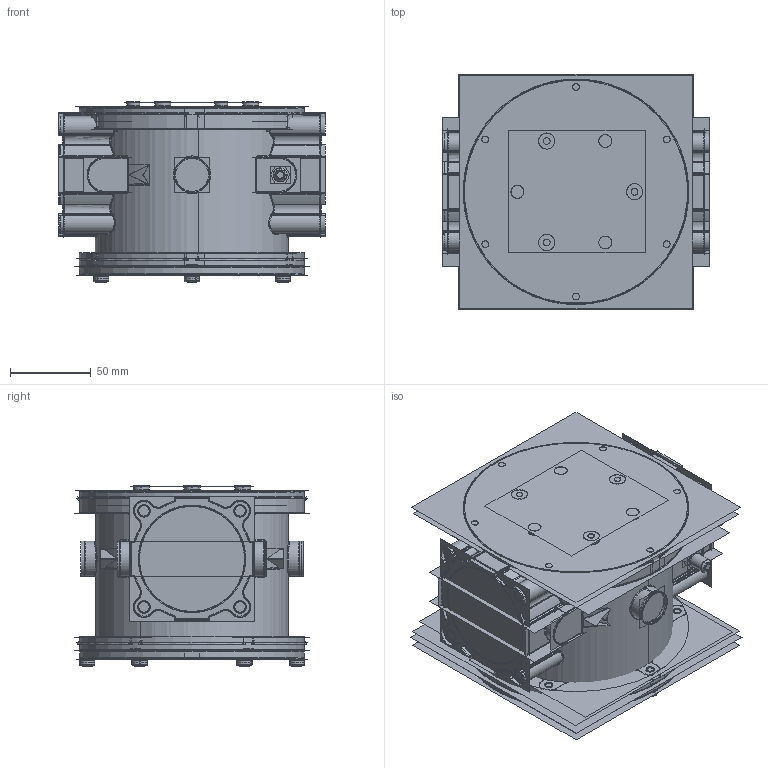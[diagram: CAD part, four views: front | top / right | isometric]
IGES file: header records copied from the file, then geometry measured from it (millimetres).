
Start section:  PTC IGES file: fm070000_b20.igs
Global section: file name: fm070000_b20.igs; native system: Creo Parametric by Parametric Technology Corporation; preprocessor: 2012130; author: Matteo Bolognesi; organization: Unknown; date: 20140430.172234; units: millimetre
Bounding box: 165.36 x 145.72 x 112.22 mm (x, y, z)
Surface area: 1306494.8 mm2 (no closed solid volume)
Topology: 0 solids, 0 shells, 2982 faces, 39845 edges, 52552 vertices
Faces by surface type: revolution 2106, bspline 876
